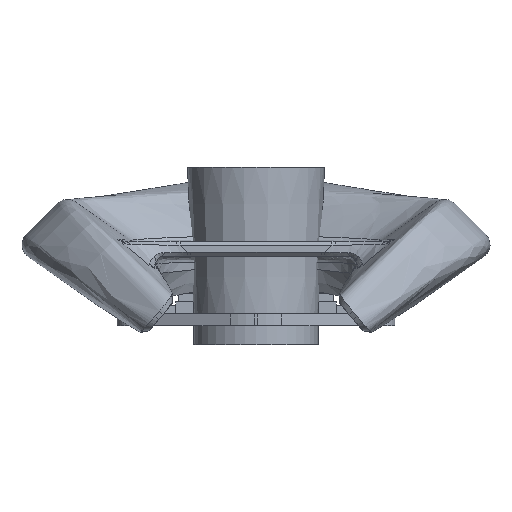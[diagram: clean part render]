
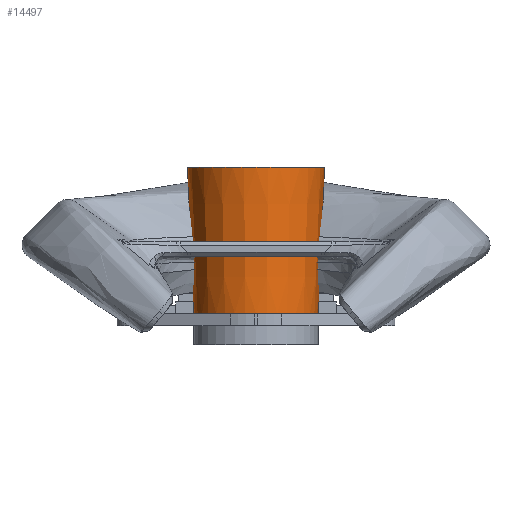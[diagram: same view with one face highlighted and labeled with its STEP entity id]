
A CAD part, front view. The second image highlights one B-rep face of the part: STEP entity #14497.
In plain terms, the highlighted conical face has half-angle 2.5 degrees and reference radius 8.5 mm.
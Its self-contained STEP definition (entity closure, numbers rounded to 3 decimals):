
#602=CONICAL_SURFACE('',#15534,8.5,0.044);
#1772=FACE_OUTER_BOUND('',#2642,.T.);
#2642=EDGE_LOOP('',(#12159,#12160,#12161,#12162));
#4117=LINE('',#21694,#5528);
#5528=VECTOR('',#18302,8.5);
#5943=CIRCLE('',#15535,9.373);
#5944=CIRCLE('',#15536,8.5);
#6908=VERTEX_POINT('',#21691);
#6909=VERTEX_POINT('',#21693);
#8717=EDGE_CURVE('',#6908,#6908,#5943,.T.);
#8718=EDGE_CURVE('',#6908,#6909,#4117,.T.);
#8719=EDGE_CURVE('',#6909,#6909,#5944,.T.);
#12159=ORIENTED_EDGE('',*,*,#8717,.F.);
#12160=ORIENTED_EDGE('',*,*,#8718,.T.);
#12161=ORIENTED_EDGE('',*,*,#8719,.T.);
#12162=ORIENTED_EDGE('',*,*,#8718,.F.);
#14497=ADVANCED_FACE('',(#1772),#602,.T.);
#15534=AXIS2_PLACEMENT_3D('',#21690,#18298,#18299);
#15535=AXIS2_PLACEMENT_3D('',#21692,#18300,#18301);
#15536=AXIS2_PLACEMENT_3D('',#21695,#18303,#18304);
#18298=DIRECTION('center_axis',(0.,0.,1.));
#18299=DIRECTION('ref_axis',(1.,0.,0.));
#18300=DIRECTION('center_axis',(0.,0.,1.));
#18301=DIRECTION('ref_axis',(1.,0.,0.));
#18302=DIRECTION('',(0.044,0.,-0.999));
#18303=DIRECTION('center_axis',(0.,0.,1.));
#18304=DIRECTION('ref_axis',(1.,0.,0.));
#21690=CARTESIAN_POINT('Origin',(0.,0.,0.));
#21691=CARTESIAN_POINT('',(-9.373,0.,20.));
#21692=CARTESIAN_POINT('Origin',(0.,0.,20.));
#21693=CARTESIAN_POINT('',(-8.5,0.,0.));
#21694=CARTESIAN_POINT('',(-8.5,0.,0.));
#21695=CARTESIAN_POINT('Origin',(0.,0.,0.));
